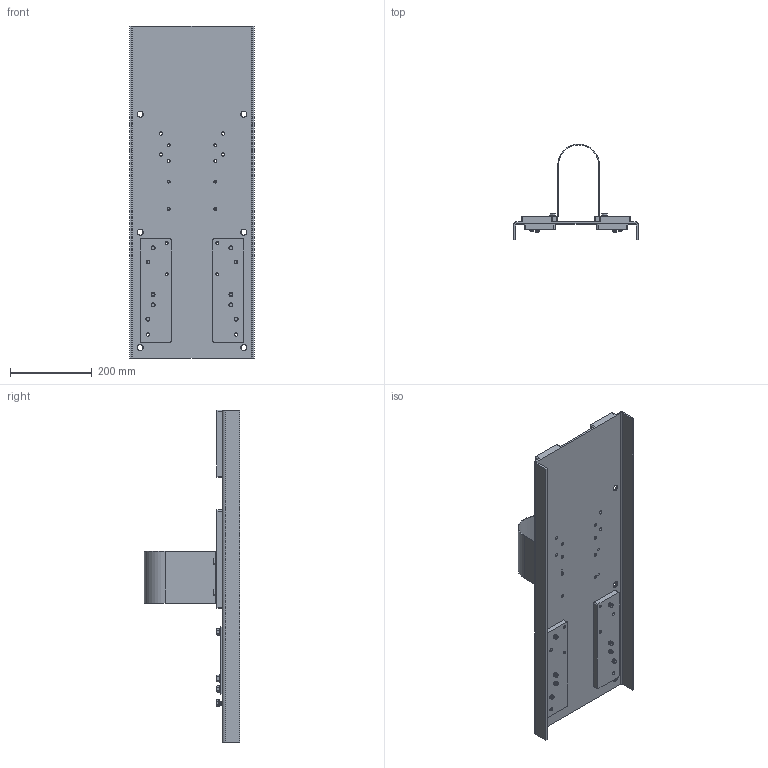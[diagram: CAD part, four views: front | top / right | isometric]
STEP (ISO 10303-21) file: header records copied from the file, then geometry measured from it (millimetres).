
FILE_DESCRIPTION(/* description */ (''),/* implementation_level */ '2;1');
FILE_NAME(/* name */ '18700.stp',/* time_stamp */ '2017-09-12T16:07:31-04:00',/* author */ ('MJC'),/* organization */ (''),/* preprocessor_version */ 'ST-DEVELOPER v16.5',/* originating_system */ 'Autodesk Inventor 2017',/* authorisation */ '');
FILE_SCHEMA (('AUTOMOTIVE_DESIGN { 1 0 10303 214 3 1 1 }'));
Length unit declared in the file: inch
Products named in the file (8): 18700; 18701; 18702; 18703; 17704; 17019; V10118; V20018
Assembly tree (28 placements, depth 2):
  18700
    18701
    18702
    18703  x2
    17704  x8
    17019  x4
    V10118  x4
    V20018  x8
Bounding box: 304.8 x 233.43 x 812.8 mm (x, y, z)
Volume: 2663072.6 mm3; surface area: 840072.5 mm2
Topology: 28 solids, 28 shells, 2304 faces, 4984 edges, 2752 vertices
Faces by surface type: cylinder 1058, cone 1028, plane 218
Full cylindrical faces by diameter (mm): 6.401 x12, 7.798 x16, 9.525 x4, 10.319 x6, 14.287 x6
Entity records: 19105 total; most frequent: CARTESIAN_POINT 6961, DIRECTION 2551, ORIENTED_EDGE 2228, EDGE_CURVE 1114, AXIS2_PLACEMENT_3D 1024, EDGE_LOOP 744, VERTEX_POINT 708, FACE_OUTER_BOUND 541
